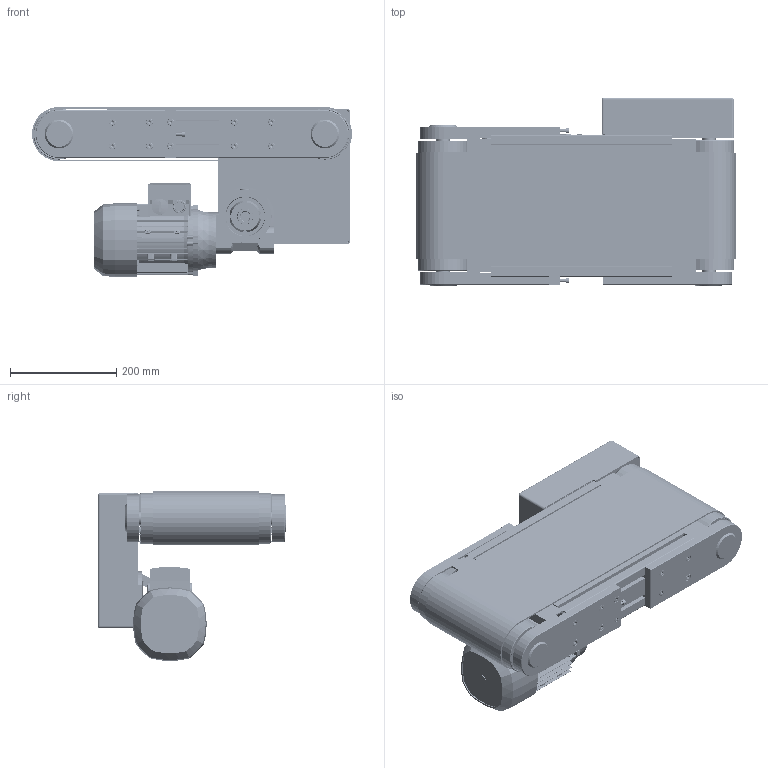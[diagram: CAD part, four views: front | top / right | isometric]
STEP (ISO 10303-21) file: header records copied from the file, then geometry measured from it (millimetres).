
FILE_DESCRIPTION((''),'2;1');
FILE_NAME('919002.stp','2014-01-26T14:03:56',('Honza'),(''),'Autodesk Inventor 2011','Autodesk Inventor 2011','');
FILE_SCHEMA(('AUTOMOTIVE_DESIGN { 1 0 10303 214 1 1 1 1 }'));
Length unit declared in the file: millimetre
Products named in the file (23): 919002; 200820-1; 210800; 909001; 909011; 909095; Trubka_d96_001; 96-čep I; 909097; 96-čep reduktoru; 909008; 909009; 919002_104590L_001; 919002_104590L_002; 919002_pas_001; 919002_plech_001; 919002_909003L_001; 919002_909003L-K_001; Lozisko6204-2RS; MVF44F1P71B14; VF44F1P71B14B3; BN71B14
Assembly tree (62 placements, depth 3):
  919002
    200820-1  x16
    210800  x16
    909001  x3
    909011  x2
    909095
      Trubka_d96_001
      96-čep I  x2
    909097
      Trubka_d96_001
      96-čep reduktoru
      96-čep I
    909008  x2
    909009  x2
    919002_104590L_001  x2
    919002_104590L_002  x2
    919002_pas_001
    919002_plech_001
    919002_909003L_001
      919002_909003L_001
      919002_909003L-K_001
      Lozisko6204-2RS
    MVF44F1P71B14
      VF44F1P71B14B3
      BN71B14
Bounding box: 602 x 354.5 x 319.9 mm (x, y, z)
Volume: 8946287.9 mm3; surface area: 3247678.9 mm2
Topology: 86 solids, 98 shells, 6376 faces, 15352 edges, 9237 vertices
Faces by surface type: cylinder 2318, plane 2044, torus 1048, bspline 407, cone 327, sphere 232
Full cylindrical faces by diameter (mm): 2.7 x4, 3.7 x5, 4.2 x1, 5 x4, 5.188 x4, 5.3 x5, 6 x2, 6.5 x1, 6.647 x22, 7 x4, 8 x20, 8.4 x12, 8.5 x12, 9 x4, 10 x2, 13 x20, 13.5 x16, 13.6 x1, 14 x1, 15 x1, 18 x1, 20 x12, 23.782 x2, 25 x7, 28.64 x2, 28.802 x9, 29.2 x3, 30 x4, 37 x1, 38.36 x2
Entity records: 122555 total; most frequent: CARTESIAN_POINT 35187, DIRECTION 18477, ORIENTED_EDGE 17462, EDGE_CURVE 8739, AXIS2_PLACEMENT_3D 7410, VERTEX_POINT 5433, EDGE_LOOP 4214, FACE_OUTER_BOUND 3734
